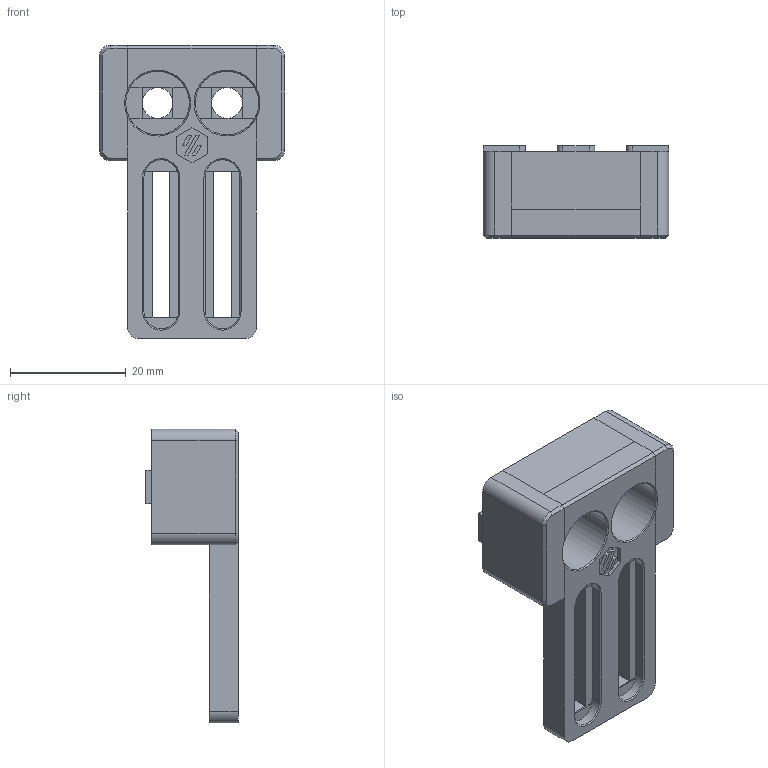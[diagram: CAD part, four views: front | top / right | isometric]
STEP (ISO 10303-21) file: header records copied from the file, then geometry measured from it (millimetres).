
FILE_DESCRIPTION(('FreeCAD Model'),'2;1');
FILE_NAME('Open CASCADE Shape Model','2025-07-31T23:05:25',(''),(''), 'Open CASCADE STEP processor 7.8','FreeCAD','Unknown');
FILE_SCHEMA(('AUTOMOTIVE_DESIGN { 1 0 10303 214 1 1 1 1 }'));
Length unit declared in the file: millimetre
Products named in the file (1): Klickystyle-offseted
Bounding box: 32.09 x 16 x 50.75 mm (x, y, z)
Volume: 9826.6 mm3; surface area: 5574.2 mm2
Topology: 1 solids, 1 shells, 175 faces, 436 edges, 266 vertices
Faces by surface type: plane 135, cylinder 26, cone 14
Full cylindrical faces by diameter (mm): 5.3 x2, 11 x2
Entity records: 10957 total; most frequent: CARTESIAN_POINT 2068, DIRECTION 1701, LINE 1134, VECTOR 1134, ORIENTED_EDGE 872, PCURVE 872, DEFINITIONAL_REPRESENTATION 872, EDGE_CURVE 436
